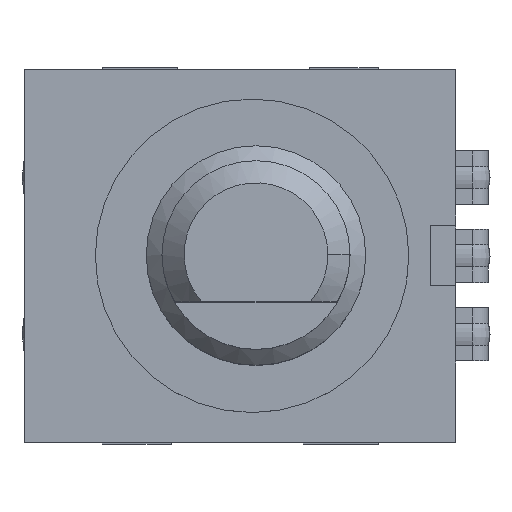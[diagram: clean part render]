
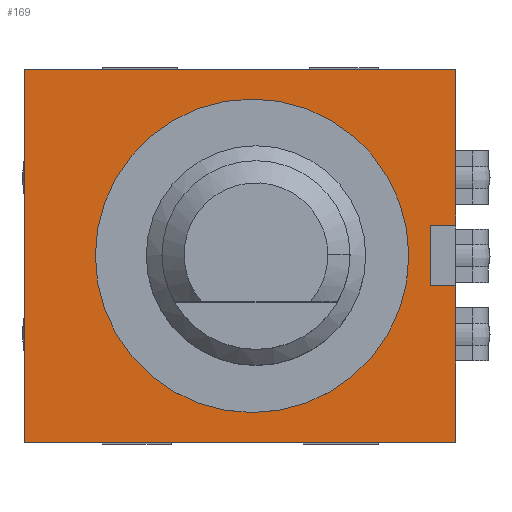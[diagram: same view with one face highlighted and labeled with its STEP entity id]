
A CAD part, top view. The second image highlights one B-rep face of the part: STEP entity #169.
In plain terms, the highlighted planar face has unit normal (0, 0, 1).
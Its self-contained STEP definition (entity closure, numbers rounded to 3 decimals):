
#72 = VERTEX_POINT('',#73);
#73 = CARTESIAN_POINT('',(-6.875,5.95,0.));
#90 = VERTEX_POINT('',#91);
#91 = CARTESIAN_POINT('',(-6.875,-5.95,0.));
#97 = EDGE_CURVE('',#72,#90,#98,.T.);
#98 = LINE('',#99,#100);
#99 = CARTESIAN_POINT('',(-6.875,5.95,0.));
#100 = VECTOR('',#101,1.);
#101 = DIRECTION('',(0.,-1.,0.));
#112 = VERTEX_POINT('',#113);
#113 = CARTESIAN_POINT('',(6.875,5.95,0.));
#128 = EDGE_CURVE('',#112,#72,#129,.T.);
#129 = LINE('',#130,#131);
#130 = CARTESIAN_POINT('',(6.875,5.95,0.));
#131 = VECTOR('',#132,1.);
#132 = DIRECTION('',(-1.,0.,0.));
#152 = VERTEX_POINT('',#153);
#153 = CARTESIAN_POINT('',(6.875,-5.95,0.));
#159 = EDGE_CURVE('',#90,#152,#160,.T.);
#160 = LINE('',#161,#162);
#161 = CARTESIAN_POINT('',(-6.875,-5.95,0.));
#162 = VECTOR('',#163,1.);
#163 = DIRECTION('',(1.,0.,0.));
#169 = ADVANCED_FACE('',(#170,#213),#224,.T.);
#170 = FACE_BOUND('',#171,.T.);
#171 = EDGE_LOOP('',(#172,#173,#174,#175,#183,#191,#199,#207));
#172 = ORIENTED_EDGE('',*,*,#128,.T.);
#173 = ORIENTED_EDGE('',*,*,#97,.T.);
#174 = ORIENTED_EDGE('',*,*,#159,.T.);
#175 = ORIENTED_EDGE('',*,*,#176,.T.);
#176 = EDGE_CURVE('',#152,#177,#179,.T.);
#177 = VERTEX_POINT('',#178);
#178 = CARTESIAN_POINT('',(6.875,-0.95,0.));
#179 = LINE('',#180,#181);
#180 = CARTESIAN_POINT('',(6.875,-5.95,0.));
#181 = VECTOR('',#182,1.);
#182 = DIRECTION('',(0.,1.,0.));
#183 = ORIENTED_EDGE('',*,*,#184,.T.);
#184 = EDGE_CURVE('',#177,#185,#187,.T.);
#185 = VERTEX_POINT('',#186);
#186 = CARTESIAN_POINT('',(6.075,-0.95,0.));
#187 = LINE('',#188,#189);
#188 = CARTESIAN_POINT('',(6.875,-0.95,0.));
#189 = VECTOR('',#190,1.);
#190 = DIRECTION('',(-1.,0.,0.));
#191 = ORIENTED_EDGE('',*,*,#192,.T.);
#192 = EDGE_CURVE('',#185,#193,#195,.T.);
#193 = VERTEX_POINT('',#194);
#194 = CARTESIAN_POINT('',(6.075,0.95,0.));
#195 = LINE('',#196,#197);
#196 = CARTESIAN_POINT('',(6.075,-0.95,0.));
#197 = VECTOR('',#198,1.);
#198 = DIRECTION('',(0.,1.,0.));
#199 = ORIENTED_EDGE('',*,*,#200,.T.);
#200 = EDGE_CURVE('',#193,#201,#203,.T.);
#201 = VERTEX_POINT('',#202);
#202 = CARTESIAN_POINT('',(6.875,0.95,0.));
#203 = LINE('',#204,#205);
#204 = CARTESIAN_POINT('',(6.075,0.95,0.));
#205 = VECTOR('',#206,1.);
#206 = DIRECTION('',(1.,0.,0.));
#207 = ORIENTED_EDGE('',*,*,#208,.T.);
#208 = EDGE_CURVE('',#201,#112,#209,.T.);
#209 = LINE('',#210,#211);
#210 = CARTESIAN_POINT('',(6.875,-5.95,0.));
#211 = VECTOR('',#212,1.);
#212 = DIRECTION('',(0.,1.,0.));
#213 = FACE_BOUND('',#214,.T.);
#214 = EDGE_LOOP('',(#215));
#215 = ORIENTED_EDGE('',*,*,#216,.F.);
#216 = EDGE_CURVE('',#217,#217,#219,.T.);
#217 = VERTEX_POINT('',#218);
#218 = CARTESIAN_POINT('',(5.375,0.,0.));
#219 = CIRCLE('',#220,5.);
#220 = AXIS2_PLACEMENT_3D('',#221,#222,#223);
#221 = CARTESIAN_POINT('',(0.375,0.,0.));
#222 = DIRECTION('',(0.,0.,1.));
#223 = DIRECTION('',(1.,0.,0.));
#224 = PLANE('',#225);
#225 = AXIS2_PLACEMENT_3D('',#226,#227,#228);
#226 = CARTESIAN_POINT('',(0.,0.,0.));
#227 = DIRECTION('',(0.,0.,1.));
#228 = DIRECTION('',(1.,0.,0.));
